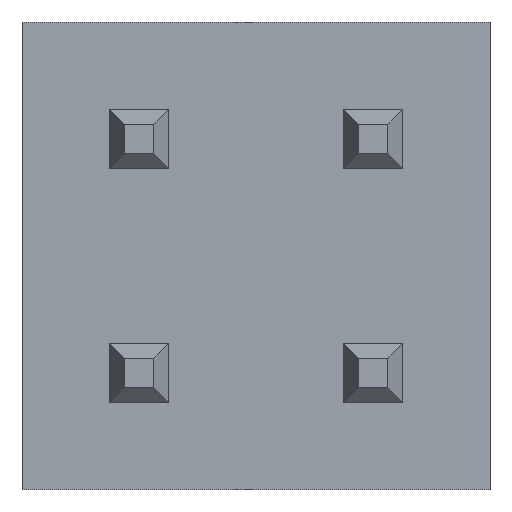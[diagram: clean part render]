
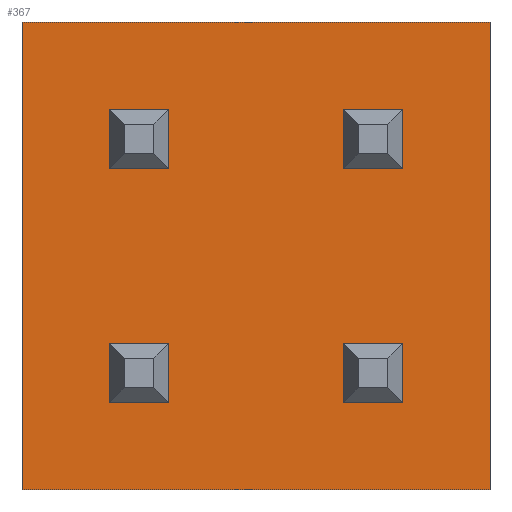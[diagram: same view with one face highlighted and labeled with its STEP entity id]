
A CAD part, front view. The second image highlights one B-rep face of the part: STEP entity #367.
In plain terms, the highlighted planar face has unit normal (0, -1, 0).
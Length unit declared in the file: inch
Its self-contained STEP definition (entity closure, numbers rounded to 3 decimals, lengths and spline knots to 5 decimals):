
#367 = ADVANCED_FACE( '', ( #724, #725, #726, #727, #728 ), #729, .F. );
#724 = FACE_BOUND( '', #1096, .T. );
#725 = FACE_BOUND( '', #1097, .T. );
#726 = FACE_BOUND( '', #1098, .T. );
#727 = FACE_BOUND( '', #1099, .T. );
#728 = FACE_OUTER_BOUND( '', #1100, .T. );
#729 = PLANE( '', #1101 );
#1096 = EDGE_LOOP( '', ( #1936, #1937, #1938, #1939 ) );
#1097 = EDGE_LOOP( '', ( #1940, #1941, #1942, #1943 ) );
#1098 = EDGE_LOOP( '', ( #1944, #1945, #1946, #1947 ) );
#1099 = EDGE_LOOP( '', ( #1948, #1949, #1950, #1951 ) );
#1100 = EDGE_LOOP( '', ( #1952, #1953, #1954, #1955 ) );
#1101 = AXIS2_PLACEMENT_3D( '', #1956, #1957, #1958 );
#1936 = ORIENTED_EDGE( '', *, *, #2280, .T. );
#1937 = ORIENTED_EDGE( '', *, *, #2585, .T. );
#1938 = ORIENTED_EDGE( '', *, *, #2589, .T. );
#1939 = ORIENTED_EDGE( '', *, *, #2326, .T. );
#1940 = ORIENTED_EDGE( '', *, *, #2590, .T. );
#1941 = ORIENTED_EDGE( '', *, *, #2591, .T. );
#1942 = ORIENTED_EDGE( '', *, *, #2393, .T. );
#1943 = ORIENTED_EDGE( '', *, *, #2570, .T. );
#1944 = ORIENTED_EDGE( '', *, *, #2592, .T. );
#1945 = ORIENTED_EDGE( '', *, *, #2522, .T. );
#1946 = ORIENTED_EDGE( '', *, *, #2372, .T. );
#1947 = ORIENTED_EDGE( '', *, *, #2450, .T. );
#1948 = ORIENTED_EDGE( '', *, *, #2261, .T. );
#1949 = ORIENTED_EDGE( '', *, *, #2256, .T. );
#1950 = ORIENTED_EDGE( '', *, *, #2593, .T. );
#1951 = ORIENTED_EDGE( '', *, *, #2576, .T. );
#1952 = ORIENTED_EDGE( '', *, *, #2594, .F. );
#1953 = ORIENTED_EDGE( '', *, *, #2535, .F. );
#1954 = ORIENTED_EDGE( '', *, *, #2445, .F. );
#1955 = ORIENTED_EDGE( '', *, *, #2595, .F. );
#1956 = CARTESIAN_POINT( '', ( 0., 0., 0. ) );
#1957 = DIRECTION( '', ( 0., 1., 0. ) );
#1958 = DIRECTION( '', ( 0., 0., 1. ) );
#2256 = EDGE_CURVE( '', #2674, #2675, #2676, .T. );
#2261 = EDGE_CURVE( '', #2683, #2674, #2684, .T. );
#2280 = EDGE_CURVE( '', #2716, #2717, #2718, .T. );
#2326 = EDGE_CURVE( '', #2795, #2716, #2796, .T. );
#2372 = EDGE_CURVE( '', #2870, #2871, #2872, .T. );
#2393 = EDGE_CURVE( '', #2903, #2904, #2905, .T. );
#2445 = EDGE_CURVE( '', #2986, #2987, #2988, .T. );
#2450 = EDGE_CURVE( '', #2871, #2995, #2996, .T. );
#2522 = EDGE_CURVE( '', #3091, #2870, #3092, .T. );
#2535 = EDGE_CURVE( '', #2987, #3108, #3109, .T. );
#2570 = EDGE_CURVE( '', #2904, #3149, #3150, .T. );
#2576 = EDGE_CURVE( '', #3157, #2683, #3158, .T. );
#2585 = EDGE_CURVE( '', #2717, #3169, #3170, .T. );
#2589 = EDGE_CURVE( '', #3169, #2795, #3175, .T. );
#2590 = EDGE_CURVE( '', #3149, #3176, #3177, .T. );
#2591 = EDGE_CURVE( '', #3176, #2903, #3178, .T. );
#2592 = EDGE_CURVE( '', #2995, #3091, #3179, .T. );
#2593 = EDGE_CURVE( '', #2675, #3157, #3180, .T. );
#2594 = EDGE_CURVE( '', #3108, #3181, #3182, .T. );
#2595 = EDGE_CURVE( '', #3181, #2986, #3183, .T. );
#2674 = VERTEX_POINT( '', #3276 );
#2675 = VERTEX_POINT( '', #3277 );
#2676 = LINE( '', #3278, #3279 );
#2683 = VERTEX_POINT( '', #3289 );
#2684 = LINE( '', #3290, #3291 );
#2716 = VERTEX_POINT( '', #3337 );
#2717 = VERTEX_POINT( '', #3338 );
#2718 = LINE( '', #3339, #3340 );
#2795 = VERTEX_POINT( '', #3455 );
#2796 = LINE( '', #3456, #3457 );
#2870 = VERTEX_POINT( '', #3568 );
#2871 = VERTEX_POINT( '', #3569 );
#2872 = LINE( '', #3570, #3571 );
#2903 = VERTEX_POINT( '', #3617 );
#2904 = VERTEX_POINT( '', #3618 );
#2905 = LINE( '', #3619, #3620 );
#2986 = VERTEX_POINT( '', #3742 );
#2987 = VERTEX_POINT( '', #3743 );
#2988 = LINE( '', #3744, #3745 );
#2995 = VERTEX_POINT( '', #3755 );
#2996 = LINE( '', #3756, #3757 );
#3091 = VERTEX_POINT( '', #3903 );
#3092 = LINE( '', #3904, #3905 );
#3108 = VERTEX_POINT( '', #3929 );
#3109 = LINE( '', #3930, #3931 );
#3149 = VERTEX_POINT( '', #3991 );
#3150 = LINE( '', #3992, #3993 );
#3157 = VERTEX_POINT( '', #4003 );
#3158 = LINE( '', #4004, #4005 );
#3169 = VERTEX_POINT( '', #4020 );
#3170 = LINE( '', #4021, #4022 );
#3175 = LINE( '', #4029, #4030 );
#3176 = VERTEX_POINT( '', #4031 );
#3177 = LINE( '', #4032, #4033 );
#3178 = LINE( '', #4034, #4035 );
#3179 = LINE( '', #4036, #4037 );
#3180 = LINE( '', #4038, #4039 );
#3181 = VERTEX_POINT( '', #4040 );
#3182 = LINE( '', #4041, #4042 );
#3183 = LINE( '', #4043, #4044 );
#3276 = CARTESIAN_POINT( '', ( 0.02937, 0., -0.02937 ) );
#3277 = CARTESIAN_POINT( '', ( 0.04937, 0., -0.02937 ) );
#3278 = CARTESIAN_POINT( '', ( 0.02937, 0., -0.02937 ) );
#3279 = VECTOR( '', #4130, 39.37008 );
#3289 = CARTESIAN_POINT( '', ( 0.02937, 0., -0.04937 ) );
#3290 = CARTESIAN_POINT( '', ( 0.02937, 0., -0.04937 ) );
#3291 = VECTOR( '', #4134, 39.37008 );
#3337 = CARTESIAN_POINT( '', ( -0.04937, 0., 0.02937 ) );
#3338 = CARTESIAN_POINT( '', ( -0.04937, 0., 0.04937 ) );
#3339 = CARTESIAN_POINT( '', ( -0.04937, 0., 0.02937 ) );
#3340 = VECTOR( '', #4149, 39.37008 );
#3455 = CARTESIAN_POINT( '', ( -0.02937, 0., 0.02937 ) );
#3456 = CARTESIAN_POINT( '', ( -0.02937, 0., 0.02937 ) );
#3457 = VECTOR( '', #4188, 39.37008 );
#3568 = CARTESIAN_POINT( '', ( 0.04937, 0., 0.04937 ) );
#3569 = CARTESIAN_POINT( '', ( 0.04937, 0., 0.02937 ) );
#3570 = CARTESIAN_POINT( '', ( 0.04937, 0., 0.04937 ) );
#3571 = VECTOR( '', #4226, 39.37008 );
#3617 = CARTESIAN_POINT( '', ( -0.02937, 0., -0.02937 ) );
#3618 = CARTESIAN_POINT( '', ( -0.02937, 0., -0.04937 ) );
#3619 = CARTESIAN_POINT( '', ( -0.02937, 0., -0.02937 ) );
#3620 = VECTOR( '', #4242, 39.37008 );
#3742 = CARTESIAN_POINT( '', ( 0.07874, 0., 0.0787 ) );
#3743 = CARTESIAN_POINT( '', ( 0.07874, 0., -0.0787 ) );
#3744 = CARTESIAN_POINT( '', ( 0.07874, 0., 0.0787 ) );
#3745 = VECTOR( '', #4284, 39.37008 );
#3755 = CARTESIAN_POINT( '', ( 0.02937, 0., 0.02937 ) );
#3756 = CARTESIAN_POINT( '', ( 0.04937, 0., 0.02937 ) );
#3757 = VECTOR( '', #4288, 39.37008 );
#3903 = CARTESIAN_POINT( '', ( 0.02937, 0., 0.04937 ) );
#3904 = CARTESIAN_POINT( '', ( 0.02937, 0., 0.04937 ) );
#3905 = VECTOR( '', #4340, 39.37008 );
#3929 = CARTESIAN_POINT( '', ( -0.07874, 0., -0.0787 ) );
#3930 = CARTESIAN_POINT( '', ( 0.07874, 0., -0.0787 ) );
#3931 = VECTOR( '', #4349, 39.37008 );
#3991 = CARTESIAN_POINT( '', ( -0.04937, 0., -0.04937 ) );
#3992 = CARTESIAN_POINT( '', ( -0.02937, 0., -0.04937 ) );
#3993 = VECTOR( '', #4370, 39.37008 );
#4003 = CARTESIAN_POINT( '', ( 0.04937, 0., -0.04937 ) );
#4004 = CARTESIAN_POINT( '', ( 0.04937, 0., -0.04937 ) );
#4005 = VECTOR( '', #4374, 39.37008 );
#4020 = CARTESIAN_POINT( '', ( -0.02937, 0., 0.04937 ) );
#4021 = CARTESIAN_POINT( '', ( -0.04937, 0., 0.04937 ) );
#4022 = VECTOR( '', #4379, 39.37008 );
#4029 = CARTESIAN_POINT( '', ( -0.02937, 0., 0.04937 ) );
#4030 = VECTOR( '', #4382, 39.37008 );
#4031 = CARTESIAN_POINT( '', ( -0.04937, 0., -0.02937 ) );
#4032 = CARTESIAN_POINT( '', ( -0.04937, 0., -0.04937 ) );
#4033 = VECTOR( '', #4383, 39.37008 );
#4034 = CARTESIAN_POINT( '', ( -0.04937, 0., -0.02937 ) );
#4035 = VECTOR( '', #4384, 39.37008 );
#4036 = CARTESIAN_POINT( '', ( 0.02937, 0., 0.02937 ) );
#4037 = VECTOR( '', #4385, 39.37008 );
#4038 = CARTESIAN_POINT( '', ( 0.04937, 0., -0.02937 ) );
#4039 = VECTOR( '', #4386, 39.37008 );
#4040 = CARTESIAN_POINT( '', ( -0.07874, 0., 0.0787 ) );
#4041 = CARTESIAN_POINT( '', ( -0.07874, 0., -0.0787 ) );
#4042 = VECTOR( '', #4387, 39.37008 );
#4043 = CARTESIAN_POINT( '', ( -0.07874, 0., 0.0787 ) );
#4044 = VECTOR( '', #4388, 39.37008 );
#4130 = DIRECTION( '', ( 1., 0., 0. ) );
#4134 = DIRECTION( '', ( 0., 0., 1. ) );
#4149 = DIRECTION( '', ( 0., 0., 1. ) );
#4188 = DIRECTION( '', ( -1., 0., 0. ) );
#4226 = DIRECTION( '', ( 0., 0., -1. ) );
#4242 = DIRECTION( '', ( 0., 0., -1. ) );
#4284 = DIRECTION( '', ( 0., 0., -1. ) );
#4288 = DIRECTION( '', ( -1., 0., 0. ) );
#4340 = DIRECTION( '', ( 1., 0., 0. ) );
#4349 = DIRECTION( '', ( -1., 0., 0. ) );
#4370 = DIRECTION( '', ( -1., 0., 0. ) );
#4374 = DIRECTION( '', ( -1., 0., 0. ) );
#4379 = DIRECTION( '', ( 1., 0., 0. ) );
#4382 = DIRECTION( '', ( 0., 0., -1. ) );
#4383 = DIRECTION( '', ( 0., 0., 1. ) );
#4384 = DIRECTION( '', ( 1., 0., 0. ) );
#4385 = DIRECTION( '', ( 0., 0., 1. ) );
#4386 = DIRECTION( '', ( 0., 0., -1. ) );
#4387 = DIRECTION( '', ( 0., 0., 1. ) );
#4388 = DIRECTION( '', ( 1., 0., 0. ) );
